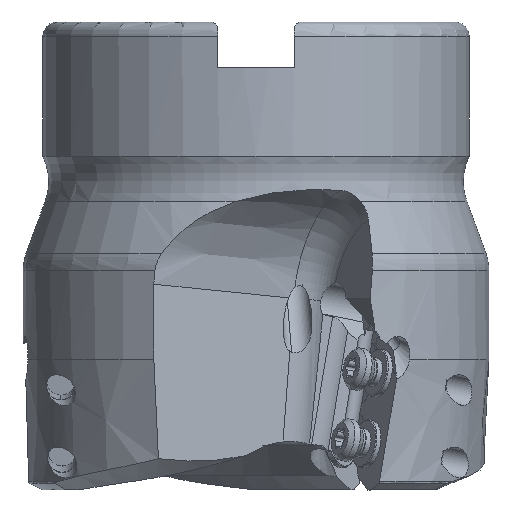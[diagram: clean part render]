
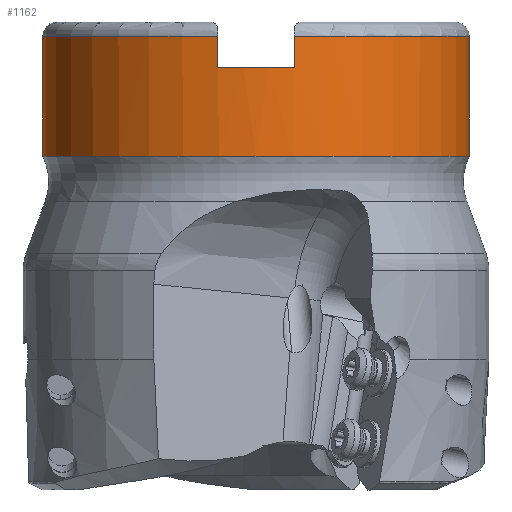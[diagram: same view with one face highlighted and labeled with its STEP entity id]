
A CAD part, front view. The second image highlights one B-rep face of the part: STEP entity #1162.
In plain terms, the highlighted cylindrical face has radius 22.225 mm (diameter 44.45 mm), a partial arc.
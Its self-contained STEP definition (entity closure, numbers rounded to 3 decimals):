
#454=LINE('',#14974,#799);
#455=LINE('',#14978,#800);
#456=LINE('',#14979,#801);
#457=LINE('',#14985,#802);
#799=VECTOR('',#10308,1.);
#800=VECTOR('',#10311,1.);
#801=VECTOR('',#10312,1.);
#802=VECTOR('',#10317,1.);
#1162=ADVANCED_FACE('',(#1793),#1535,.T.);
#1535=CYLINDRICAL_SURFACE('',#8902,22.225);
#1793=FACE_OUTER_BOUND('',#2215,.T.);
#2215=EDGE_LOOP('',(#3856,#3857,#3858,#3859,#3860,#3861,#3862,#3863,#3864));
#2693=CIRCLE('',#8896,22.225);
#2694=CIRCLE('',#8898,22.225);
#2695=CIRCLE('',#8899,22.225);
#2696=CIRCLE('',#8900,22.225);
#2697=CIRCLE('',#8901,22.225);
#3856=ORIENTED_EDGE('',*,*,#7163,.T.);
#3857=ORIENTED_EDGE('',*,*,#7164,.F.);
#3858=ORIENTED_EDGE('',*,*,#7165,.T.);
#3859=ORIENTED_EDGE('',*,*,#7166,.T.);
#3860=ORIENTED_EDGE('',*,*,#7162,.T.);
#3861=ORIENTED_EDGE('',*,*,#7167,.T.);
#3862=ORIENTED_EDGE('',*,*,#7168,.T.);
#3863=ORIENTED_EDGE('',*,*,#7169,.T.);
#3864=ORIENTED_EDGE('',*,*,#7170,.F.);
#5887=VERTEX_POINT('',#13077);
#5888=VERTEX_POINT('',#13079);
#6129=VERTEX_POINT('',#14972);
#6130=VERTEX_POINT('',#14973);
#6131=VERTEX_POINT('',#14975);
#6132=VERTEX_POINT('',#14977);
#6133=VERTEX_POINT('',#14980);
#6134=VERTEX_POINT('',#14982);
#6135=VERTEX_POINT('',#14984);
#7162=EDGE_CURVE('',#5887,#5888,#2693,.T.);
#7163=EDGE_CURVE('',#6129,#6130,#2694,.T.);
#7164=EDGE_CURVE('',#6131,#6130,#454,.T.);
#7165=EDGE_CURVE('',#6131,#6132,#2695,.T.);
#7166=EDGE_CURVE('',#6132,#5887,#455,.T.);
#7167=EDGE_CURVE('',#5888,#6133,#456,.T.);
#7168=EDGE_CURVE('',#6133,#6134,#2696,.T.);
#7169=EDGE_CURVE('',#6134,#6135,#2697,.T.);
#7170=EDGE_CURVE('',#6129,#6135,#457,.T.);
#8896=AXIS2_PLACEMENT_3D('',#14969,#10302,#10303);
#8898=AXIS2_PLACEMENT_3D('',#14971,#10306,#10307);
#8899=AXIS2_PLACEMENT_3D('',#14976,#10309,#10310);
#8900=AXIS2_PLACEMENT_3D('',#14981,#10313,#10314);
#8901=AXIS2_PLACEMENT_3D('',#14983,#10315,#10316);
#8902=AXIS2_PLACEMENT_3D('',#14986,#10318,#10319);
#10302=DIRECTION('',(0.,0.,1.));
#10303=DIRECTION('',(-1.,0.,0.));
#10306=DIRECTION('',(0.,0.,-1.));
#10307=DIRECTION('',(0.179,-0.984,0.));
#10308=DIRECTION('',(0.,0.,-1.));
#10309=DIRECTION('',(0.,0.,-1.));
#10310=DIRECTION('',(-0.179,-0.984,0.));
#10311=DIRECTION('',(0.,0.,-1.));
#10312=DIRECTION('',(0.,0.,1.));
#10313=DIRECTION('',(0.,0.,-1.));
#10314=DIRECTION('',(1.,0.,0.));
#10315=DIRECTION('',(0.,0.,-1.));
#10316=DIRECTION('',(1.,-0.001,0.));
#10317=DIRECTION('',(0.,0.,1.));
#10318=DIRECTION('',(0.,0.,-1.));
#10319=DIRECTION('',(1.,0.,0.));
#13077=CARTESIAN_POINT('',(-22.225,0.,-14.));
#13079=CARTESIAN_POINT('',(22.225,0.,-14.));
#14969=CARTESIAN_POINT('',(0.,0.,-14.));
#14971=CARTESIAN_POINT('',(0.,0.,-4.76));
#14972=CARTESIAN_POINT('',(3.97,-21.868,-4.76));
#14973=CARTESIAN_POINT('',(-3.97,-21.868,-4.76));
#14974=CARTESIAN_POINT('',(-3.97,-21.868,-1.5));
#14975=CARTESIAN_POINT('',(-3.97,-21.868,-1.5));
#14976=CARTESIAN_POINT('',(0.,0.,-1.5));
#14977=CARTESIAN_POINT('',(-22.225,0.,-1.5));
#14978=CARTESIAN_POINT('',(-22.225,0.,-1.5));
#14979=CARTESIAN_POINT('',(22.225,0.,-14.));
#14980=CARTESIAN_POINT('',(22.225,0.,-1.5));
#14981=CARTESIAN_POINT('',(0.,0.,-1.5));
#14982=CARTESIAN_POINT('',(22.225,-0.022,-1.5));
#14983=CARTESIAN_POINT('',(0.,0.,-1.5));
#14984=CARTESIAN_POINT('',(3.97,-21.868,-1.5));
#14985=CARTESIAN_POINT('',(3.97,-21.868,-4.76));
#14986=CARTESIAN_POINT('',(0.,0.,-1.25));
